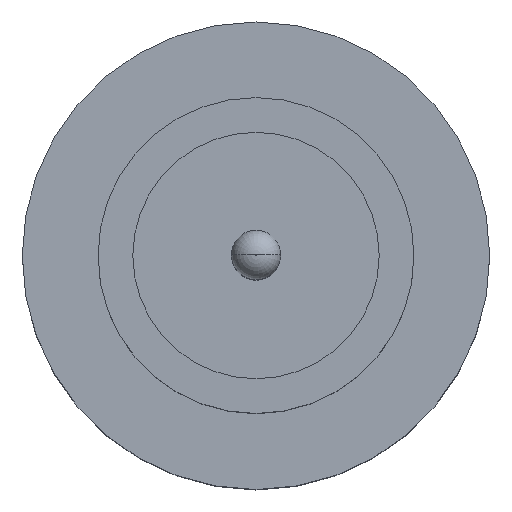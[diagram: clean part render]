
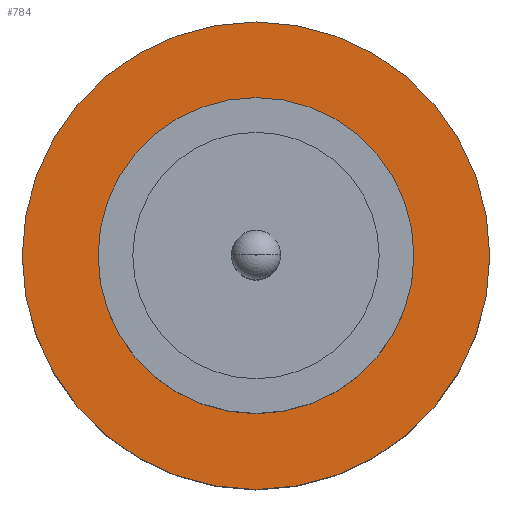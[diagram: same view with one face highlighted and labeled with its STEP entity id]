
A CAD part, top view. The second image highlights one B-rep face of the part: STEP entity #784.
In plain terms, the highlighted planar face has unit normal (0, 0, 1).
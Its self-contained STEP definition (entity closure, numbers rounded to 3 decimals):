
#2 = AXIS2_PLACEMENT_3D ( 'NONE', #445, #143, #263 ) ;
#24 = AXIS2_PLACEMENT_3D ( 'NONE', #571, #694, #311 ) ;
#61 = AXIS2_PLACEMENT_3D ( 'NONE', #154, #215, #602 ) ;
#67 = CIRCLE ( 'NONE', #376, 1.85 ) ;
#83 = VERTEX_POINT ( 'NONE', #495 ) ;
#137 = EDGE_CURVE ( 'NONE', #211, #619, #476, .T. ) ;
#143 = DIRECTION ( 'NONE',  ( 0., 0., 1. ) ) ;
#145 = EDGE_CURVE ( 'NONE', #83, #539, #807, .T. ) ;
#151 = EDGE_LOOP ( 'NONE', ( #800, #660 ) ) ;
#154 = CARTESIAN_POINT ( 'NONE',  ( 0., 0., 1.55 ) ) ;
#163 = FACE_OUTER_BOUND ( 'NONE', #344, .T. ) ;
#198 = FACE_BOUND ( 'NONE', #151, .T. ) ;
#211 = VERTEX_POINT ( 'NONE', #393 ) ;
#215 = DIRECTION ( 'NONE',  ( 0., 0., 1. ) ) ;
#217 = DIRECTION ( 'NONE',  ( 0., 0., 1. ) ) ;
#234 = ORIENTED_EDGE ( 'NONE', *, *, #777, .T. ) ;
#240 = EDGE_CURVE ( 'NONE', #619, #211, #504, .T. ) ;
#263 = DIRECTION ( 'NONE',  ( 1., 0., 0. ) ) ;
#311 = DIRECTION ( 'NONE',  ( 1., 0., 0. ) ) ;
#323 = PLANE ( 'NONE',  #2 ) ;
#328 = ORIENTED_EDGE ( 'NONE', *, *, #145, .T. ) ;
#344 = EDGE_LOOP ( 'NONE', ( #328, #234 ) ) ;
#376 = AXIS2_PLACEMENT_3D ( 'NONE', #704, #450, #646 ) ;
#393 = CARTESIAN_POINT ( 'NONE',  ( -1.25, 0., 1.55 ) ) ;
#445 = CARTESIAN_POINT ( 'NONE',  ( 0., 0., 1.55 ) ) ;
#450 = DIRECTION ( 'NONE',  ( 0., 0., 1. ) ) ;
#464 = CARTESIAN_POINT ( 'NONE',  ( 1.85, 0., 1.55 ) ) ;
#476 = CIRCLE ( 'NONE', #61, 1.25 ) ;
#495 = CARTESIAN_POINT ( 'NONE',  ( -1.85, 0., 1.55 ) ) ;
#504 = CIRCLE ( 'NONE', #24, 1.25 ) ;
#539 = VERTEX_POINT ( 'NONE', #464 ) ;
#571 = CARTESIAN_POINT ( 'NONE',  ( 0., 0., 1.55 ) ) ;
#600 = CARTESIAN_POINT ( 'NONE',  ( 0., 0., 1.55 ) ) ;
#602 = DIRECTION ( 'NONE',  ( 1., 0., 0. ) ) ;
#619 = VERTEX_POINT ( 'NONE', #683 ) ;
#637 = AXIS2_PLACEMENT_3D ( 'NONE', #600, #217, #658 ) ;
#646 = DIRECTION ( 'NONE',  ( 1., 0., 0. ) ) ;
#658 = DIRECTION ( 'NONE',  ( 1., 0., 0. ) ) ;
#660 = ORIENTED_EDGE ( 'NONE', *, *, #137, .F. ) ;
#683 = CARTESIAN_POINT ( 'NONE',  ( 1.25, 0., 1.55 ) ) ;
#694 = DIRECTION ( 'NONE',  ( 0., 0., 1. ) ) ;
#704 = CARTESIAN_POINT ( 'NONE',  ( 0., 0., 1.55 ) ) ;
#777 = EDGE_CURVE ( 'NONE', #539, #83, #67, .T. ) ;
#784 = ADVANCED_FACE ( 'NONE', ( #198, #163 ), #323, .T. ) ;
#800 = ORIENTED_EDGE ( 'NONE', *, *, #240, .F. ) ;
#807 = CIRCLE ( 'NONE', #637, 1.85 ) ;
